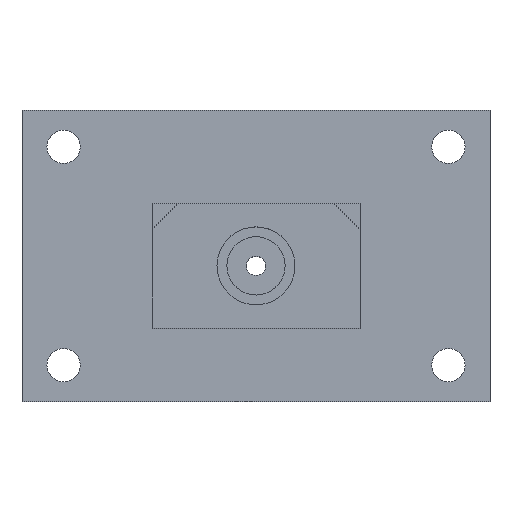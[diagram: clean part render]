
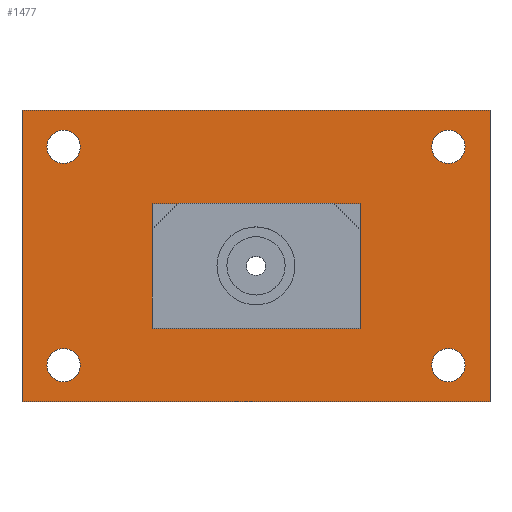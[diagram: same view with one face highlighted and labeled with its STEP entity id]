
A CAD part, top view. The second image highlights one B-rep face of the part: STEP entity #1477.
In plain terms, the highlighted planar face has unit normal (0, 0, 1).
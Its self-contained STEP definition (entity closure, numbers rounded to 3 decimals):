
#20=FACE_BOUND('',#237,.T.);
#21=FACE_BOUND('',#238,.T.);
#22=FACE_BOUND('',#239,.T.);
#23=FACE_BOUND('',#240,.T.);
#24=FACE_BOUND('',#241,.T.);
#46=PLANE('',#1589);
#105=CIRCLE('',#1579,1.6);
#107=CIRCLE('',#1582,1.6);
#109=CIRCLE('',#1585,1.6);
#111=CIRCLE('',#1588,1.6);
#148=FACE_OUTER_BOUND('',#236,.T.);
#236=EDGE_LOOP('',(#1075,#1076,#1077,#1078));
#237=EDGE_LOOP('',(#1079));
#238=EDGE_LOOP('',(#1080));
#239=EDGE_LOOP('',(#1081));
#240=EDGE_LOOP('',(#1082));
#241=EDGE_LOOP('',(#1083,#1084,#1085,#1086));
#390=LINE('',#2459,#532);
#391=LINE('',#2461,#533);
#392=LINE('',#2463,#534);
#393=LINE('',#2464,#535);
#394=LINE('',#2467,#536);
#395=LINE('',#2469,#537);
#396=LINE('',#2471,#538);
#397=LINE('',#2472,#539);
#532=VECTOR('',#1749,10.);
#533=VECTOR('',#1750,10.);
#534=VECTOR('',#1751,10.);
#535=VECTOR('',#1752,10.);
#536=VECTOR('',#1753,10.);
#537=VECTOR('',#1754,10.);
#538=VECTOR('',#1755,10.);
#539=VECTOR('',#1756,10.);
#691=VERTEX_POINT('',#2435);
#693=VERTEX_POINT('',#2441);
#695=VERTEX_POINT('',#2447);
#697=VERTEX_POINT('',#2453);
#698=VERTEX_POINT('',#2457);
#699=VERTEX_POINT('',#2458);
#700=VERTEX_POINT('',#2460);
#701=VERTEX_POINT('',#2462);
#702=VERTEX_POINT('',#2465);
#703=VERTEX_POINT('',#2466);
#704=VERTEX_POINT('',#2468);
#705=VERTEX_POINT('',#2470);
#841=EDGE_CURVE('',#691,#691,#105,.T.);
#844=EDGE_CURVE('',#693,#693,#107,.T.);
#847=EDGE_CURVE('',#695,#695,#109,.T.);
#850=EDGE_CURVE('',#697,#697,#111,.T.);
#851=EDGE_CURVE('',#698,#699,#390,.T.);
#852=EDGE_CURVE('',#699,#700,#391,.T.);
#853=EDGE_CURVE('',#700,#701,#392,.T.);
#854=EDGE_CURVE('',#701,#698,#393,.T.);
#855=EDGE_CURVE('',#702,#703,#394,.T.);
#856=EDGE_CURVE('',#704,#703,#395,.T.);
#857=EDGE_CURVE('',#705,#704,#396,.T.);
#858=EDGE_CURVE('',#702,#705,#397,.T.);
#1075=ORIENTED_EDGE('',*,*,#851,.T.);
#1076=ORIENTED_EDGE('',*,*,#852,.T.);
#1077=ORIENTED_EDGE('',*,*,#853,.T.);
#1078=ORIENTED_EDGE('',*,*,#854,.T.);
#1079=ORIENTED_EDGE('',*,*,#841,.T.);
#1080=ORIENTED_EDGE('',*,*,#844,.T.);
#1081=ORIENTED_EDGE('',*,*,#847,.T.);
#1082=ORIENTED_EDGE('',*,*,#850,.T.);
#1083=ORIENTED_EDGE('',*,*,#855,.T.);
#1084=ORIENTED_EDGE('',*,*,#856,.F.);
#1085=ORIENTED_EDGE('',*,*,#857,.F.);
#1086=ORIENTED_EDGE('',*,*,#858,.F.);
#1477=ADVANCED_FACE('',(#148,#20,#21,#22,#23,#24),#46,.F.);
#1579=AXIS2_PLACEMENT_3D('',#2437,#1724,#1725);
#1582=AXIS2_PLACEMENT_3D('',#2443,#1731,#1732);
#1585=AXIS2_PLACEMENT_3D('',#2449,#1738,#1739);
#1588=AXIS2_PLACEMENT_3D('',#2455,#1745,#1746);
#1589=AXIS2_PLACEMENT_3D('',#2456,#1747,#1748);
#1724=DIRECTION('center_axis',(0.,0.,-1.));
#1725=DIRECTION('ref_axis',(-1.,0.,0.));
#1731=DIRECTION('center_axis',(0.,0.,-1.));
#1732=DIRECTION('ref_axis',(-1.,0.,0.));
#1738=DIRECTION('center_axis',(0.,0.,-1.));
#1739=DIRECTION('ref_axis',(-1.,0.,0.));
#1745=DIRECTION('center_axis',(0.,0.,-1.));
#1746=DIRECTION('ref_axis',(-1.,0.,0.));
#1747=DIRECTION('center_axis',(0.,0.,-1.));
#1748=DIRECTION('ref_axis',(-1.,0.,0.));
#1749=DIRECTION('',(-1.,0.,0.));
#1750=DIRECTION('',(0.,-1.,0.));
#1751=DIRECTION('',(1.,0.,0.));
#1752=DIRECTION('',(0.,1.,0.));
#1753=DIRECTION('',(0.,1.,0.));
#1754=DIRECTION('',(-1.,0.,0.));
#1755=DIRECTION('',(0.,1.,0.));
#1756=DIRECTION('',(1.,0.,0.));
#2435=CARTESIAN_POINT('',(-16.9,17.5,-14.5));
#2437=CARTESIAN_POINT('Origin',(-18.5,17.5,-14.5));
#2441=CARTESIAN_POINT('',(-16.9,-3.5,-14.5));
#2443=CARTESIAN_POINT('Origin',(-18.5,-3.5,-14.5));
#2447=CARTESIAN_POINT('',(20.1,17.5,-14.5));
#2449=CARTESIAN_POINT('Origin',(18.5,17.5,-14.5));
#2453=CARTESIAN_POINT('',(20.1,-3.5,-14.5));
#2455=CARTESIAN_POINT('Origin',(18.5,-3.5,-14.5));
#2456=CARTESIAN_POINT('Origin',(0.,7.,-14.5));
#2457=CARTESIAN_POINT('',(22.5,21.,-14.5));
#2458=CARTESIAN_POINT('',(-22.5,21.,-14.5));
#2459=CARTESIAN_POINT('',(22.5,21.,-14.5));
#2460=CARTESIAN_POINT('',(-22.5,-7.,-14.5));
#2461=CARTESIAN_POINT('',(-22.5,21.,-14.5));
#2462=CARTESIAN_POINT('',(22.5,-7.,-14.5));
#2463=CARTESIAN_POINT('',(-22.5,-7.,-14.5));
#2464=CARTESIAN_POINT('',(22.5,-7.,-14.5));
#2465=CARTESIAN_POINT('',(-10.,0.,-14.5));
#2466=CARTESIAN_POINT('',(-10.,12.,-14.5));
#2467=CARTESIAN_POINT('',(-10.,0.,-14.5));
#2468=CARTESIAN_POINT('',(10.,12.,-14.5));
#2469=CARTESIAN_POINT('',(-10.,12.,-14.5));
#2470=CARTESIAN_POINT('',(10.,0.,-14.5));
#2471=CARTESIAN_POINT('',(10.,0.,-14.5));
#2472=CARTESIAN_POINT('',(-10.,0.,-14.5));
